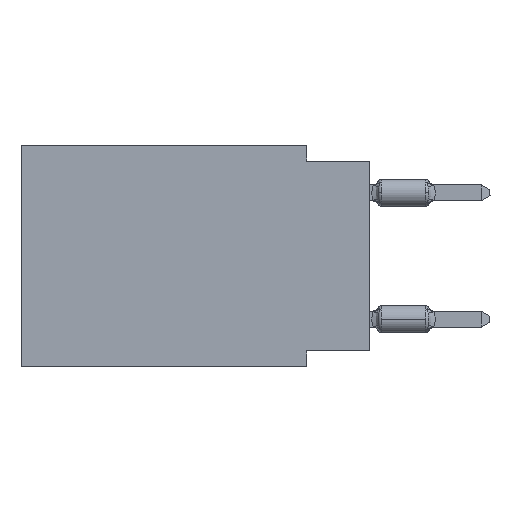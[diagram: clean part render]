
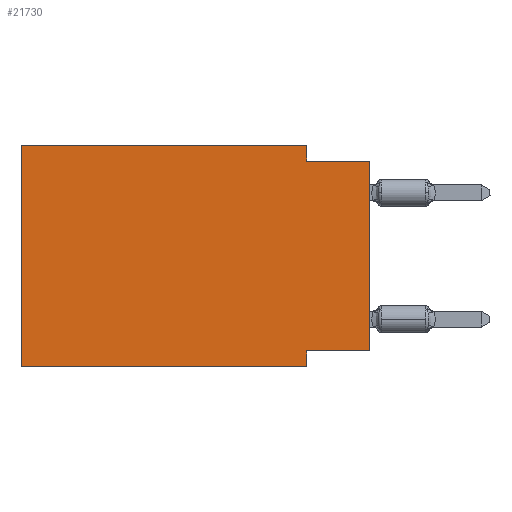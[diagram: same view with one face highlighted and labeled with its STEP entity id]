
A CAD part, left-side view. The second image highlights one B-rep face of the part: STEP entity #21730.
In plain terms, the highlighted planar face has unit normal (-1, 0, 0).
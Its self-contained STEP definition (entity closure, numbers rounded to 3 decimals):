
#189 = EDGE_CURVE ( 'NONE', #6220, #23434, #3901, .T. ) ;
#668 = PLANE ( 'NONE',  #8489 ) ;
#875 = VECTOR ( 'NONE', #11748, 1000. ) ;
#965 = LINE ( 'NONE', #12964, #34559 ) ;
#3901 = LINE ( 'NONE', #12531, #4007 ) ;
#4007 = VECTOR ( 'NONE', #24128, 1000. ) ;
#5532 = LINE ( 'NONE', #11172, #26095 ) ;
#5995 = CARTESIAN_POINT ( 'NONE',  ( 0., 0., 0. ) ) ;
#6220 = VERTEX_POINT ( 'NONE', #13009 ) ;
#6649 = DIRECTION ( 'NONE',  ( 0., 0., -1. ) ) ;
#6689 = ORIENTED_EDGE ( 'NONE', *, *, #11145, .F. ) ;
#6729 = EDGE_LOOP ( 'NONE', ( #18207, #6689, #24040, #15324, #13713, #10054, #15847, #20157 ) ) ;
#8489 = AXIS2_PLACEMENT_3D ( 'NONE', #21258, #12650, #6649 ) ;
#8511 = EDGE_CURVE ( 'NONE', #9793, #32993, #20544, .T. ) ;
#9624 = VECTOR ( 'NONE', #36211, 1000. ) ;
#9672 = CARTESIAN_POINT ( 'NONE',  ( 0., 0., -8.255 ) ) ;
#9793 = VERTEX_POINT ( 'NONE', #28518 ) ;
#10054 = ORIENTED_EDGE ( 'NONE', *, *, #18974, .T. ) ;
#10142 = DIRECTION ( 'NONE',  ( 0., 0., 1. ) ) ;
#11145 = EDGE_CURVE ( 'NONE', #26306, #36402, #32264, .T. ) ;
#11172 = CARTESIAN_POINT ( 'NONE',  ( 0., 2.54, 0. ) ) ;
#11748 = DIRECTION ( 'NONE',  ( 0., -1., 0. ) ) ;
#12240 = DIRECTION ( 'NONE',  ( 0., -1., 0. ) ) ;
#12273 = EDGE_CURVE ( 'NONE', #32993, #26306, #5532, .T. ) ;
#12531 = CARTESIAN_POINT ( 'NONE',  ( 0., 2.54, -8.89 ) ) ;
#12650 = DIRECTION ( 'NONE',  ( 1., 0., 0. ) ) ;
#12853 = CARTESIAN_POINT ( 'NONE',  ( 0., 0., -8.255 ) ) ;
#12964 = CARTESIAN_POINT ( 'NONE',  ( 0., 13.97, 0. ) ) ;
#13009 = CARTESIAN_POINT ( 'NONE',  ( 0., 2.54, -8.255 ) ) ;
#13044 = LINE ( 'NONE', #9672, #34943 ) ;
#13143 = CARTESIAN_POINT ( 'NONE',  ( 0., 0., -0.635 ) ) ;
#13346 = VERTEX_POINT ( 'NONE', #34778 ) ;
#13713 = ORIENTED_EDGE ( 'NONE', *, *, #36265, .F. ) ;
#15324 = ORIENTED_EDGE ( 'NONE', *, *, #8511, .F. ) ;
#15412 = CARTESIAN_POINT ( 'NONE',  ( 0., 0., -0.635 ) ) ;
#15847 = ORIENTED_EDGE ( 'NONE', *, *, #189, .F. ) ;
#18207 = ORIENTED_EDGE ( 'NONE', *, *, #29329, .T. ) ;
#18974 = EDGE_CURVE ( 'NONE', #13346, #23434, #25016, .T. ) ;
#20157 = ORIENTED_EDGE ( 'NONE', *, *, #25772, .F. ) ;
#20544 = LINE ( 'NONE', #28788, #875 ) ;
#20784 = LINE ( 'NONE', #5995, #36671 ) ;
#21258 = CARTESIAN_POINT ( 'NONE',  ( 0., 13.97, 0. ) ) ;
#21730 = ADVANCED_FACE ( 'NONE', ( #34904 ), #668, .F. ) ;
#23434 = VERTEX_POINT ( 'NONE', #36072 ) ;
#24040 = ORIENTED_EDGE ( 'NONE', *, *, #12273, .F. ) ;
#24096 = DIRECTION ( 'NONE',  ( 0., 1., 0. ) ) ;
#24128 = DIRECTION ( 'NONE',  ( 0., 0., -1. ) ) ;
#24603 = CARTESIAN_POINT ( 'NONE',  ( 0., 2.54, 0. ) ) ;
#25016 = LINE ( 'NONE', #27468, #9624 ) ;
#25772 = EDGE_CURVE ( 'NONE', #32508, #6220, #13044, .T. ) ;
#25849 = DIRECTION ( 'NONE',  ( 0., 0., 1. ) ) ;
#26095 = VECTOR ( 'NONE', #31013, 1000. ) ;
#26306 = VERTEX_POINT ( 'NONE', #28640 ) ;
#27468 = CARTESIAN_POINT ( 'NONE',  ( 0., 13.97, -8.89 ) ) ;
#28319 = VECTOR ( 'NONE', #12240, 1000. ) ;
#28518 = CARTESIAN_POINT ( 'NONE',  ( 0., 13.97, 0. ) ) ;
#28640 = CARTESIAN_POINT ( 'NONE',  ( 0., 2.54, -0.635 ) ) ;
#28788 = CARTESIAN_POINT ( 'NONE',  ( 0., 13.97, 0. ) ) ;
#29329 = EDGE_CURVE ( 'NONE', #32508, #36402, #20784, .T. ) ;
#31013 = DIRECTION ( 'NONE',  ( 0., 0., -1. ) ) ;
#32264 = LINE ( 'NONE', #15412, #28319 ) ;
#32508 = VERTEX_POINT ( 'NONE', #12853 ) ;
#32993 = VERTEX_POINT ( 'NONE', #24603 ) ;
#34559 = VECTOR ( 'NONE', #10142, 1000. ) ;
#34778 = CARTESIAN_POINT ( 'NONE',  ( 0., 13.97, -8.89 ) ) ;
#34904 = FACE_OUTER_BOUND ( 'NONE', #6729, .T. ) ;
#34943 = VECTOR ( 'NONE', #24096, 1000. ) ;
#36072 = CARTESIAN_POINT ( 'NONE',  ( 0., 2.54, -8.89 ) ) ;
#36211 = DIRECTION ( 'NONE',  ( 0., -1., 0. ) ) ;
#36265 = EDGE_CURVE ( 'NONE', #13346, #9793, #965, .T. ) ;
#36402 = VERTEX_POINT ( 'NONE', #13143 ) ;
#36671 = VECTOR ( 'NONE', #25849, 1000. ) ;
